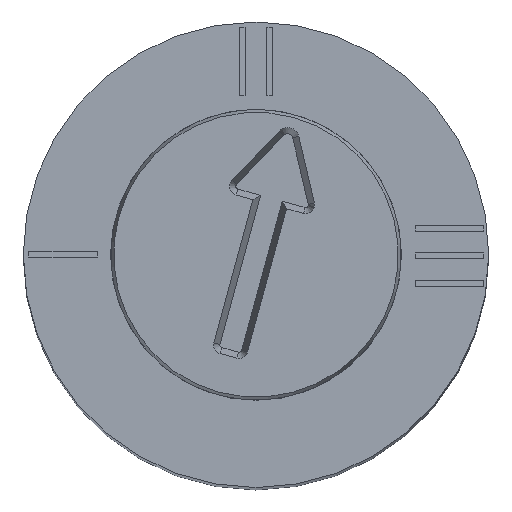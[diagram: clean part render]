
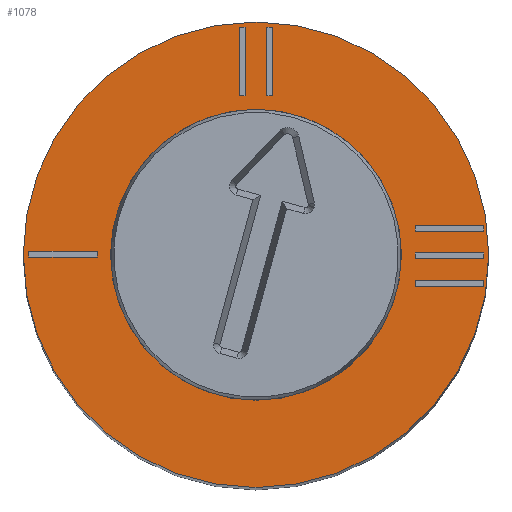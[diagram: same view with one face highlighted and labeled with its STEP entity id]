
A CAD part, top view. The second image highlights one B-rep face of the part: STEP entity #1078.
In plain terms, the highlighted planar face has unit normal (0, 0, 1).
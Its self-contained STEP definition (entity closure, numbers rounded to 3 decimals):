
#30=FACE_BOUND('',#200,.T.);
#31=FACE_BOUND('',#201,.T.);
#32=FACE_BOUND('',#202,.T.);
#33=FACE_BOUND('',#203,.T.);
#34=FACE_BOUND('',#204,.T.);
#35=FACE_BOUND('',#205,.T.);
#36=FACE_BOUND('',#206,.T.);
#58=CIRCLE('',#1201,1.25);
#65=CIRCLE('',#1213,2.);
#134=FACE_OUTER_BOUND('',#199,.T.);
#199=EDGE_LOOP('',(#866));
#200=EDGE_LOOP('',(#867,#868,#869,#870));
#201=EDGE_LOOP('',(#871,#872,#873,#874));
#202=EDGE_LOOP('',(#875,#876,#877,#878));
#203=EDGE_LOOP('',(#879,#880,#881,#882));
#204=EDGE_LOOP('',(#883,#884,#885,#886));
#205=EDGE_LOOP('',(#887,#888,#889,#890));
#206=EDGE_LOOP('',(#891));
#231=LINE('',#1588,#343);
#234=LINE('',#1594,#346);
#237=LINE('',#1600,#349);
#240=LINE('',#1604,#352);
#243=LINE('',#1613,#355);
#246=LINE('',#1619,#358);
#249=LINE('',#1625,#361);
#252=LINE('',#1629,#364);
#255=LINE('',#1638,#367);
#258=LINE('',#1644,#370);
#261=LINE('',#1650,#373);
#264=LINE('',#1654,#376);
#267=LINE('',#1663,#379);
#270=LINE('',#1669,#382);
#273=LINE('',#1675,#385);
#276=LINE('',#1679,#388);
#279=LINE('',#1688,#391);
#282=LINE('',#1694,#394);
#285=LINE('',#1700,#397);
#288=LINE('',#1704,#400);
#291=LINE('',#1713,#403);
#294=LINE('',#1719,#406);
#297=LINE('',#1725,#409);
#300=LINE('',#1729,#412);
#343=VECTOR('',#1267,10.);
#346=VECTOR('',#1272,10.);
#349=VECTOR('',#1277,10.);
#352=VECTOR('',#1282,10.);
#355=VECTOR('',#1289,10.);
#358=VECTOR('',#1294,10.);
#361=VECTOR('',#1299,10.);
#364=VECTOR('',#1304,10.);
#367=VECTOR('',#1311,10.);
#370=VECTOR('',#1316,10.);
#373=VECTOR('',#1321,10.);
#376=VECTOR('',#1326,10.);
#379=VECTOR('',#1333,10.);
#382=VECTOR('',#1338,10.);
#385=VECTOR('',#1343,10.);
#388=VECTOR('',#1348,10.);
#391=VECTOR('',#1355,10.);
#394=VECTOR('',#1360,10.);
#397=VECTOR('',#1365,10.);
#400=VECTOR('',#1370,10.);
#403=VECTOR('',#1377,10.);
#406=VECTOR('',#1382,10.);
#409=VECTOR('',#1387,10.);
#412=VECTOR('',#1392,10.);
#455=VERTEX_POINT('',#1585);
#456=VERTEX_POINT('',#1587);
#458=VERTEX_POINT('',#1593);
#460=VERTEX_POINT('',#1599);
#463=VERTEX_POINT('',#1610);
#464=VERTEX_POINT('',#1612);
#466=VERTEX_POINT('',#1618);
#468=VERTEX_POINT('',#1624);
#471=VERTEX_POINT('',#1635);
#472=VERTEX_POINT('',#1637);
#474=VERTEX_POINT('',#1643);
#476=VERTEX_POINT('',#1649);
#479=VERTEX_POINT('',#1660);
#480=VERTEX_POINT('',#1662);
#482=VERTEX_POINT('',#1668);
#484=VERTEX_POINT('',#1674);
#487=VERTEX_POINT('',#1685);
#488=VERTEX_POINT('',#1687);
#490=VERTEX_POINT('',#1693);
#492=VERTEX_POINT('',#1699);
#495=VERTEX_POINT('',#1710);
#496=VERTEX_POINT('',#1712);
#498=VERTEX_POINT('',#1718);
#500=VERTEX_POINT('',#1724);
#509=VERTEX_POINT('',#1757);
#516=VERTEX_POINT('',#1780);
#552=EDGE_CURVE('',#456,#455,#231,.T.);
#555=EDGE_CURVE('',#458,#456,#234,.T.);
#558=EDGE_CURVE('',#460,#458,#237,.T.);
#561=EDGE_CURVE('',#455,#460,#240,.T.);
#564=EDGE_CURVE('',#464,#463,#243,.T.);
#567=EDGE_CURVE('',#466,#464,#246,.T.);
#570=EDGE_CURVE('',#468,#466,#249,.T.);
#573=EDGE_CURVE('',#463,#468,#252,.T.);
#576=EDGE_CURVE('',#472,#471,#255,.T.);
#579=EDGE_CURVE('',#474,#472,#258,.T.);
#582=EDGE_CURVE('',#476,#474,#261,.T.);
#585=EDGE_CURVE('',#471,#476,#264,.T.);
#588=EDGE_CURVE('',#480,#479,#267,.T.);
#591=EDGE_CURVE('',#482,#480,#270,.T.);
#594=EDGE_CURVE('',#484,#482,#273,.T.);
#597=EDGE_CURVE('',#479,#484,#276,.T.);
#600=EDGE_CURVE('',#488,#487,#279,.T.);
#603=EDGE_CURVE('',#490,#488,#282,.T.);
#606=EDGE_CURVE('',#492,#490,#285,.T.);
#609=EDGE_CURVE('',#487,#492,#288,.T.);
#612=EDGE_CURVE('',#496,#495,#291,.T.);
#615=EDGE_CURVE('',#498,#496,#294,.T.);
#618=EDGE_CURVE('',#500,#498,#297,.T.);
#621=EDGE_CURVE('',#495,#500,#300,.T.);
#634=EDGE_CURVE('',#509,#509,#58,.T.);
#645=EDGE_CURVE('',#516,#516,#65,.T.);
#866=ORIENTED_EDGE('',*,*,#645,.F.);
#867=ORIENTED_EDGE('',*,*,#552,.T.);
#868=ORIENTED_EDGE('',*,*,#561,.T.);
#869=ORIENTED_EDGE('',*,*,#558,.T.);
#870=ORIENTED_EDGE('',*,*,#555,.T.);
#871=ORIENTED_EDGE('',*,*,#564,.T.);
#872=ORIENTED_EDGE('',*,*,#573,.T.);
#873=ORIENTED_EDGE('',*,*,#570,.T.);
#874=ORIENTED_EDGE('',*,*,#567,.T.);
#875=ORIENTED_EDGE('',*,*,#576,.T.);
#876=ORIENTED_EDGE('',*,*,#585,.T.);
#877=ORIENTED_EDGE('',*,*,#582,.T.);
#878=ORIENTED_EDGE('',*,*,#579,.T.);
#879=ORIENTED_EDGE('',*,*,#588,.T.);
#880=ORIENTED_EDGE('',*,*,#597,.T.);
#881=ORIENTED_EDGE('',*,*,#594,.T.);
#882=ORIENTED_EDGE('',*,*,#591,.T.);
#883=ORIENTED_EDGE('',*,*,#600,.T.);
#884=ORIENTED_EDGE('',*,*,#609,.T.);
#885=ORIENTED_EDGE('',*,*,#606,.T.);
#886=ORIENTED_EDGE('',*,*,#603,.T.);
#887=ORIENTED_EDGE('',*,*,#612,.T.);
#888=ORIENTED_EDGE('',*,*,#621,.T.);
#889=ORIENTED_EDGE('',*,*,#618,.T.);
#890=ORIENTED_EDGE('',*,*,#615,.T.);
#891=ORIENTED_EDGE('',*,*,#634,.T.);
#1026=PLANE('',#1214);
#1078=ADVANCED_FACE('',(#134,#30,#31,#32,#33,#34,#35,#36),#1026,.F.);
#1201=AXIS2_PLACEMENT_3D('',#1758,#1427,#1428);
#1213=AXIS2_PLACEMENT_3D('',#1781,#1455,#1456);
#1214=AXIS2_PLACEMENT_3D('',#1783,#1458,#1459);
#1267=DIRECTION('',(1.,0.,0.));
#1272=DIRECTION('',(0.,1.,0.));
#1277=DIRECTION('',(-1.,0.,0.));
#1282=DIRECTION('',(0.,-1.,0.));
#1289=DIRECTION('',(1.,0.,0.));
#1294=DIRECTION('',(0.,1.,0.));
#1299=DIRECTION('',(-1.,0.,0.));
#1304=DIRECTION('',(0.,-1.,0.));
#1311=DIRECTION('',(1.,0.,0.));
#1316=DIRECTION('',(0.,1.,0.));
#1321=DIRECTION('',(-1.,0.,0.));
#1326=DIRECTION('',(0.,-1.,0.));
#1333=DIRECTION('',(0.,-1.,0.));
#1338=DIRECTION('',(1.,0.,0.));
#1343=DIRECTION('',(0.,1.,0.));
#1348=DIRECTION('',(-1.,0.,0.));
#1355=DIRECTION('',(0.,-1.,0.));
#1360=DIRECTION('',(1.,0.,0.));
#1365=DIRECTION('',(0.,1.,0.));
#1370=DIRECTION('',(-1.,0.,0.));
#1377=DIRECTION('',(1.,0.,0.));
#1382=DIRECTION('',(0.,1.,0.));
#1387=DIRECTION('',(-1.,0.,0.));
#1392=DIRECTION('',(0.,-1.,0.));
#1427=DIRECTION('center_axis',(0.,0.,-1.));
#1428=DIRECTION('ref_axis',(1.,0.,0.));
#1455=DIRECTION('center_axis',(0.,0.,-1.));
#1456=DIRECTION('ref_axis',(-1.,0.,0.));
#1458=DIRECTION('center_axis',(0.,0.,-1.));
#1459=DIRECTION('ref_axis',(-1.,0.,0.));
#1585=CARTESIAN_POINT('',(1.958,0.252,14.));
#1587=CARTESIAN_POINT('',(1.369,0.252,14.));
#1588=CARTESIAN_POINT('',(0.979,0.252,14.));
#1593=CARTESIAN_POINT('',(1.369,0.202,14.));
#1594=CARTESIAN_POINT('',(1.369,0.126,14.));
#1599=CARTESIAN_POINT('',(1.958,0.202,14.));
#1600=CARTESIAN_POINT('',(0.684,0.202,14.));
#1604=CARTESIAN_POINT('',(1.958,0.101,14.));
#1610=CARTESIAN_POINT('',(1.958,0.016,14.));
#1612=CARTESIAN_POINT('',(1.369,0.016,14.));
#1613=CARTESIAN_POINT('',(0.979,0.016,14.));
#1618=CARTESIAN_POINT('',(1.369,-0.035,14.));
#1619=CARTESIAN_POINT('',(1.369,0.008,14.));
#1624=CARTESIAN_POINT('',(1.958,-0.035,14.));
#1625=CARTESIAN_POINT('',(0.684,-0.035,14.));
#1629=CARTESIAN_POINT('',(1.958,-0.017,14.));
#1635=CARTESIAN_POINT('',(1.958,-0.221,14.));
#1637=CARTESIAN_POINT('',(1.369,-0.221,14.));
#1638=CARTESIAN_POINT('',(0.979,-0.221,14.));
#1643=CARTESIAN_POINT('',(1.369,-0.271,14.));
#1644=CARTESIAN_POINT('',(1.369,-0.11,14.));
#1649=CARTESIAN_POINT('',(1.958,-0.271,14.));
#1650=CARTESIAN_POINT('',(0.684,-0.271,14.));
#1654=CARTESIAN_POINT('',(1.958,-0.136,14.));
#1660=CARTESIAN_POINT('',(0.143,1.368,14.));
#1662=CARTESIAN_POINT('',(0.143,1.956,14.));
#1663=CARTESIAN_POINT('',(0.143,0.684,14.));
#1668=CARTESIAN_POINT('',(0.093,1.956,14.));
#1669=CARTESIAN_POINT('',(0.072,1.956,14.));
#1674=CARTESIAN_POINT('',(0.093,1.368,14.));
#1675=CARTESIAN_POINT('',(0.093,0.978,14.));
#1679=CARTESIAN_POINT('',(0.046,1.368,14.));
#1685=CARTESIAN_POINT('',(-0.093,1.368,14.));
#1687=CARTESIAN_POINT('',(-0.093,1.956,14.));
#1688=CARTESIAN_POINT('',(-0.093,0.684,14.));
#1693=CARTESIAN_POINT('',(-0.144,1.956,14.));
#1694=CARTESIAN_POINT('',(-0.047,1.956,14.));
#1699=CARTESIAN_POINT('',(-0.144,1.368,14.));
#1700=CARTESIAN_POINT('',(-0.144,0.978,14.));
#1704=CARTESIAN_POINT('',(-0.072,1.368,14.));
#1710=CARTESIAN_POINT('',(-1.363,0.031,14.));
#1712=CARTESIAN_POINT('',(-1.952,0.031,14.));
#1713=CARTESIAN_POINT('',(-0.682,0.031,14.));
#1718=CARTESIAN_POINT('',(-1.952,-0.02,14.));
#1719=CARTESIAN_POINT('',(-1.952,0.015,14.));
#1724=CARTESIAN_POINT('',(-1.363,-0.02,14.));
#1725=CARTESIAN_POINT('',(-0.976,-0.02,14.));
#1729=CARTESIAN_POINT('',(-1.363,-0.01,14.));
#1757=CARTESIAN_POINT('',(-1.25,0.,14.));
#1758=CARTESIAN_POINT('Origin',(0.,0.,14.));
#1780=CARTESIAN_POINT('',(2.,0.,14.));
#1781=CARTESIAN_POINT('Origin',(0.,0.,14.));
#1783=CARTESIAN_POINT('Origin',(0.,0.,14.));
